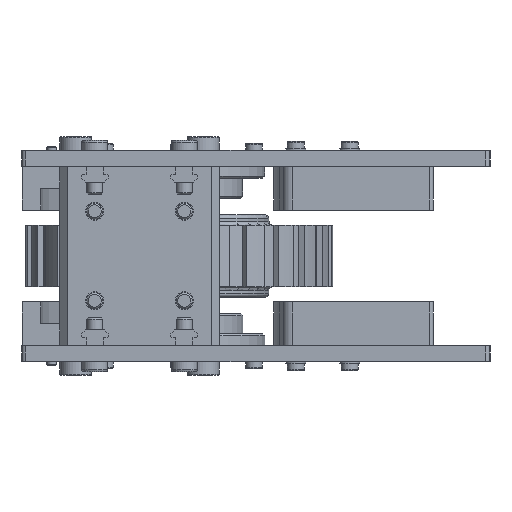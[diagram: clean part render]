
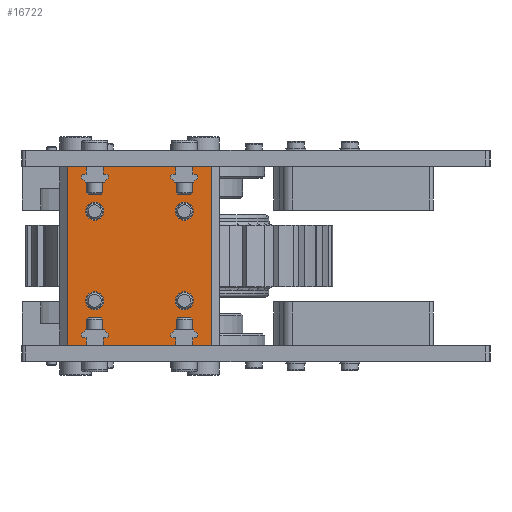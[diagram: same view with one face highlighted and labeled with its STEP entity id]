
A CAD part, left-side view. The second image highlights one B-rep face of the part: STEP entity #16722.
In plain terms, the highlighted face is planar.
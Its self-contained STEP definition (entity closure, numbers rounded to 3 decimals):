
#754=FACE_BOUND('',#3204,.T.);
#755=FACE_BOUND('',#3205,.T.);
#756=FACE_BOUND('',#3206,.T.);
#757=FACE_BOUND('',#3207,.T.);
#1286=PLANE('',#18674);
#2113=FACE_OUTER_BOUND('',#3203,.T.);
#3203=EDGE_LOOP('',(#15257,#15258,#15259,#15260));
#3204=EDGE_LOOP('',(#15261));
#3205=EDGE_LOOP('',(#15262));
#3206=EDGE_LOOP('',(#15263));
#3207=EDGE_LOOP('',(#15264));
#4799=LINE('',#28244,#6389);
#4805=LINE('',#28256,#6395);
#4815=LINE('',#28288,#6405);
#4818=LINE('',#28293,#6408);
#6389=VECTOR('',#23139,10.);
#6395=VECTOR('',#23149,10.);
#6405=VECTOR('',#23177,10.);
#6408=VECTOR('',#23182,10.);
#7099=CIRCLE('',#18675,4.5);
#7100=CIRCLE('',#18676,4.5);
#7101=CIRCLE('',#18677,4.5);
#7102=CIRCLE('',#18678,4.5);
#8608=VERTEX_POINT('',#28241);
#8609=VERTEX_POINT('',#28243);
#8613=VERTEX_POINT('',#28255);
#8626=VERTEX_POINT('',#28287);
#8628=VERTEX_POINT('',#28294);
#8629=VERTEX_POINT('',#28296);
#8630=VERTEX_POINT('',#28298);
#8631=VERTEX_POINT('',#28300);
#10842=EDGE_CURVE('',#8608,#8609,#4799,.T.);
#10848=EDGE_CURVE('',#8613,#8609,#4805,.T.);
#10864=EDGE_CURVE('',#8613,#8626,#4815,.T.);
#10867=EDGE_CURVE('',#8608,#8626,#4818,.T.);
#10868=EDGE_CURVE('',#8628,#8628,#7099,.T.);
#10869=EDGE_CURVE('',#8629,#8629,#7100,.T.);
#10870=EDGE_CURVE('',#8630,#8630,#7101,.T.);
#10871=EDGE_CURVE('',#8631,#8631,#7102,.T.);
#15257=ORIENTED_EDGE('',*,*,#10842,.F.);
#15258=ORIENTED_EDGE('',*,*,#10867,.T.);
#15259=ORIENTED_EDGE('',*,*,#10864,.F.);
#15260=ORIENTED_EDGE('',*,*,#10848,.T.);
#15261=ORIENTED_EDGE('',*,*,#10868,.T.);
#15262=ORIENTED_EDGE('',*,*,#10869,.T.);
#15263=ORIENTED_EDGE('',*,*,#10870,.T.);
#15264=ORIENTED_EDGE('',*,*,#10871,.T.);
#16722=ADVANCED_FACE('',(#2113,#754,#755,#756,#757),#1286,.T.);
#18674=AXIS2_PLACEMENT_3D('',#28292,#23180,#23181);
#18675=AXIS2_PLACEMENT_3D('',#28295,#23183,#23184);
#18676=AXIS2_PLACEMENT_3D('',#28297,#23185,#23186);
#18677=AXIS2_PLACEMENT_3D('',#28299,#23187,#23188);
#18678=AXIS2_PLACEMENT_3D('',#28301,#23189,#23190);
#23139=DIRECTION('',(1.,0.,0.));
#23149=DIRECTION('',(0.,-1.,0.));
#23177=DIRECTION('',(-1.,0.,0.));
#23180=DIRECTION('center_axis',(0.,0.,-1.));
#23181=DIRECTION('ref_axis',(-1.,0.,0.));
#23182=DIRECTION('',(0.,1.,0.));
#23183=DIRECTION('center_axis',(0.,0.,1.));
#23184=DIRECTION('ref_axis',(1.,0.,0.));
#23185=DIRECTION('center_axis',(0.,0.,1.));
#23186=DIRECTION('ref_axis',(1.,0.,0.));
#23187=DIRECTION('center_axis',(0.,0.,1.));
#23188=DIRECTION('ref_axis',(1.,0.,0.));
#23189=DIRECTION('center_axis',(0.,0.,1.));
#23190=DIRECTION('ref_axis',(1.,0.,0.));
#28241=CARTESIAN_POINT('',(-45.,-36.,-10.));
#28243=CARTESIAN_POINT('',(45.,-36.,-10.));
#28244=CARTESIAN_POINT('',(-22.5,-36.,-10.));
#28255=CARTESIAN_POINT('',(45.,36.,-10.));
#28256=CARTESIAN_POINT('',(45.,40.,-10.));
#28287=CARTESIAN_POINT('',(-45.,36.,-10.));
#28288=CARTESIAN_POINT('',(22.5,36.,-10.));
#28292=CARTESIAN_POINT('Origin',(0.,0.,-10.));
#28293=CARTESIAN_POINT('',(-45.,-40.,-10.));
#28294=CARTESIAN_POINT('',(18.,22.5,-10.));
#28295=CARTESIAN_POINT('Origin',(22.5,22.5,-10.));
#28296=CARTESIAN_POINT('',(-27.,-22.5,-10.));
#28297=CARTESIAN_POINT('Origin',(-22.5,-22.5,-10.));
#28298=CARTESIAN_POINT('',(-27.,22.5,-10.));
#28299=CARTESIAN_POINT('Origin',(-22.5,22.5,-10.));
#28300=CARTESIAN_POINT('',(18.,-22.5,-10.));
#28301=CARTESIAN_POINT('Origin',(22.5,-22.5,-10.));
